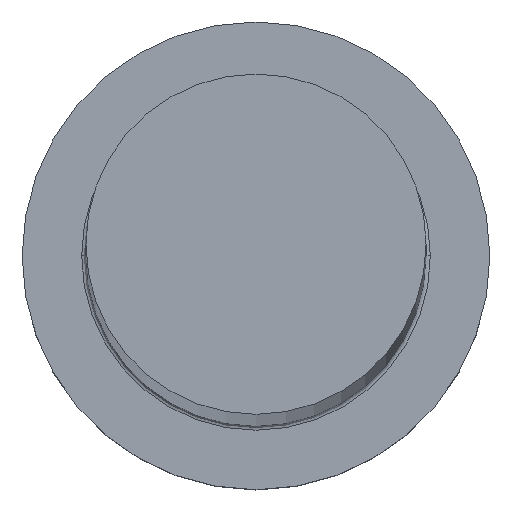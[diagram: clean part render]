
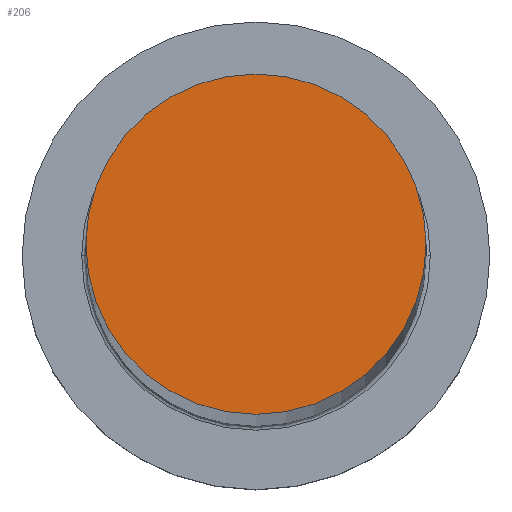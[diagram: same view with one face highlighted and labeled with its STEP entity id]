
A CAD part, top view. The second image highlights one B-rep face of the part: STEP entity #206.
In plain terms, the highlighted planar face has unit normal (0, 0, 1).
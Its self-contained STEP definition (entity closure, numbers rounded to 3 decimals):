
#3 = DIRECTION ( 'NONE',  ( 0., 0., 1. ) ) ;
#9 = EDGE_CURVE ( 'NONE', #108, #271, #127, .T. ) ;
#11 = EDGE_LOOP ( 'NONE', ( #270, #82 ) ) ;
#16 = CARTESIAN_POINT ( 'NONE',  ( 0., 0., 322. ) ) ;
#23 = CARTESIAN_POINT ( 'NONE',  ( -8., 0., 322. ) ) ;
#37 = DIRECTION ( 'NONE',  ( 1., 0., 0. ) ) ;
#40 = CARTESIAN_POINT ( 'NONE',  ( 0., 0., 322. ) ) ;
#60 = EDGE_CURVE ( 'NONE', #271, #108, #278, .T. ) ;
#72 = PLANE ( 'NONE',  #138 ) ;
#73 = FACE_OUTER_BOUND ( 'NONE', #11, .T. ) ;
#82 = ORIENTED_EDGE ( 'NONE', *, *, #60, .T. ) ;
#98 = DIRECTION ( 'NONE',  ( 1., 0., 0. ) ) ;
#103 = CARTESIAN_POINT ( 'NONE',  ( 8., 0., 322. ) ) ;
#108 = VERTEX_POINT ( 'NONE', #23 ) ;
#113 = DIRECTION ( 'NONE',  ( 1., 0., 0. ) ) ;
#127 = CIRCLE ( 'NONE', #286, 8. ) ;
#138 = AXIS2_PLACEMENT_3D ( 'NONE', #213, #3, #98 ) ;
#146 = DIRECTION ( 'NONE',  ( 0., 0., 1. ) ) ;
#168 = AXIS2_PLACEMENT_3D ( 'NONE', #40, #146, #37 ) ;
#206 = ADVANCED_FACE ( 'NONE', ( #73 ), #72, .T. ) ;
#213 = CARTESIAN_POINT ( 'NONE',  ( 0., 0., 322. ) ) ;
#270 = ORIENTED_EDGE ( 'NONE', *, *, #9, .T. ) ;
#271 = VERTEX_POINT ( 'NONE', #103 ) ;
#278 = CIRCLE ( 'NONE', #168, 8. ) ;
#286 = AXIS2_PLACEMENT_3D ( 'NONE', #16, #304, #113 ) ;
#304 = DIRECTION ( 'NONE',  ( 0., 0., 1. ) ) ;
